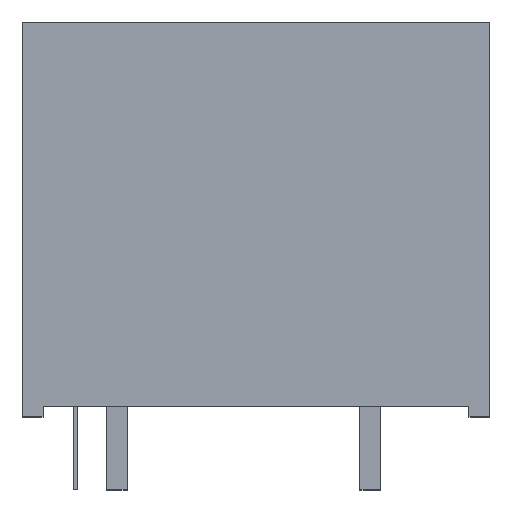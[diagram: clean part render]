
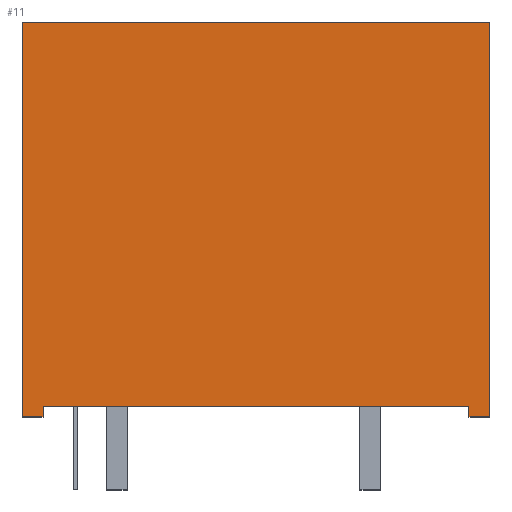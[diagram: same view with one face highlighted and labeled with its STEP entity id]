
A CAD part, top view. The second image highlights one B-rep face of the part: STEP entity #11.
In plain terms, the highlighted planar face has unit normal (0, 0, 1).
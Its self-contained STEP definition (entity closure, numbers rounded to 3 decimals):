
#11=ADVANCED_FACE('NONE',(#12),#78,.F.);
#12=FACE_BOUND('NONE',#13,.T.);
#13=EDGE_LOOP('',(#14,#24,#32,#40,#48,#56,#64,#72));
#14=ORIENTED_EDGE('',*,*,#15,.T.);
#15=EDGE_CURVE('NONE',#16,#18,#20,.T.);
#16=VERTEX_POINT('NONE',#17);
#17=CARTESIAN_POINT('',(-2.55,0.0,8.25));
#18=VERTEX_POINT('NONE',#19);
#19=CARTESIAN_POINT('',(-1.55,0.0,8.25));
#20=LINE('',#21,#22);
#21=CARTESIAN_POINT('',(0.0,0.0,8.25));
#22=VECTOR('',#23,1.0);
#23=DIRECTION('',(1.0,0.0,0.0));
#24=ORIENTED_EDGE('',*,*,#25,.T.);
#25=EDGE_CURVE('NONE',#18,#26,#28,.T.);
#26=VERTEX_POINT('NONE',#27);
#27=CARTESIAN_POINT('',(-1.55,0.5,8.25));
#28=LINE('',#29,#30);
#29=CARTESIAN_POINT('',(-1.55,-2.236,8.25));
#30=VECTOR('',#31,1.0);
#31=DIRECTION('',(0.0,1.0,0.0));
#32=ORIENTED_EDGE('',*,*,#33,.T.);
#33=EDGE_CURVE('NONE',#26,#34,#36,.F.);
#34=VERTEX_POINT('NONE',#35);
#35=CARTESIAN_POINT('',(18.95,0.5,8.25));
#36=LINE('',#37,#38);
#37=CARTESIAN_POINT('',(-2.55,0.5,8.25));
#38=VECTOR('',#39,1.0);
#39=DIRECTION('',(-1.0,0.0,0.0));
#40=ORIENTED_EDGE('',*,*,#41,.T.);
#41=EDGE_CURVE('NONE',#34,#42,#44,.T.);
#42=VERTEX_POINT('NONE',#43);
#43=CARTESIAN_POINT('',(18.95,0.0,8.25));
#44=LINE('',#45,#46);
#45=CARTESIAN_POINT('',(18.95,-2.236,8.25));
#46=VECTOR('',#47,1.0);
#47=DIRECTION('',(0.0,-1.0,0.0));
#48=ORIENTED_EDGE('',*,*,#49,.T.);
#49=EDGE_CURVE('NONE',#42,#50,#52,.T.);
#50=VERTEX_POINT('NONE',#51);
#51=CARTESIAN_POINT('',(19.95,0.0,8.25));
#52=LINE('',#53,#54);
#53=CARTESIAN_POINT('',(0.0,0.0,8.25));
#54=VECTOR('',#55,1.0);
#55=DIRECTION('',(1.0,0.0,0.0));
#56=ORIENTED_EDGE('',*,*,#57,.T.);
#57=EDGE_CURVE('NONE',#50,#58,#60,.F.);
#58=VERTEX_POINT('NONE',#59);
#59=CARTESIAN_POINT('',(19.95,19.0,8.25));
#60=LINE('',#61,#62);
#61=CARTESIAN_POINT('',(19.95,19.0,8.25));
#62=VECTOR('',#63,1.0);
#63=DIRECTION('',(0.0,-1.0,0.0));
#64=ORIENTED_EDGE('',*,*,#65,.T.);
#65=EDGE_CURVE('NONE',#58,#66,#68,.F.);
#66=VERTEX_POINT('NONE',#67);
#67=CARTESIAN_POINT('',(-2.55,19.0,8.25));
#68=LINE('',#69,#70);
#69=CARTESIAN_POINT('',(-2.55,19.0,8.25));
#70=VECTOR('',#71,1.0);
#71=DIRECTION('',(1.0,0.0,0.0));
#72=ORIENTED_EDGE('',*,*,#73,.T.);
#73=EDGE_CURVE('NONE',#66,#16,#74,.F.);
#74=LINE('',#75,#76);
#75=CARTESIAN_POINT('',(-2.55,19.0,8.25));
#76=VECTOR('',#77,1.0);
#77=DIRECTION('',(0.0,1.0,0.0));
#78=PLANE('',#79);
#79=AXIS2_PLACEMENT_3D('',#80,#81,#82);
#80=CARTESIAN_POINT('',(-2.55,19.0,8.25));
#81=DIRECTION('',(0.0,0.0,-1.0));
#82=DIRECTION('',(-1.0,0.0,0.0));
